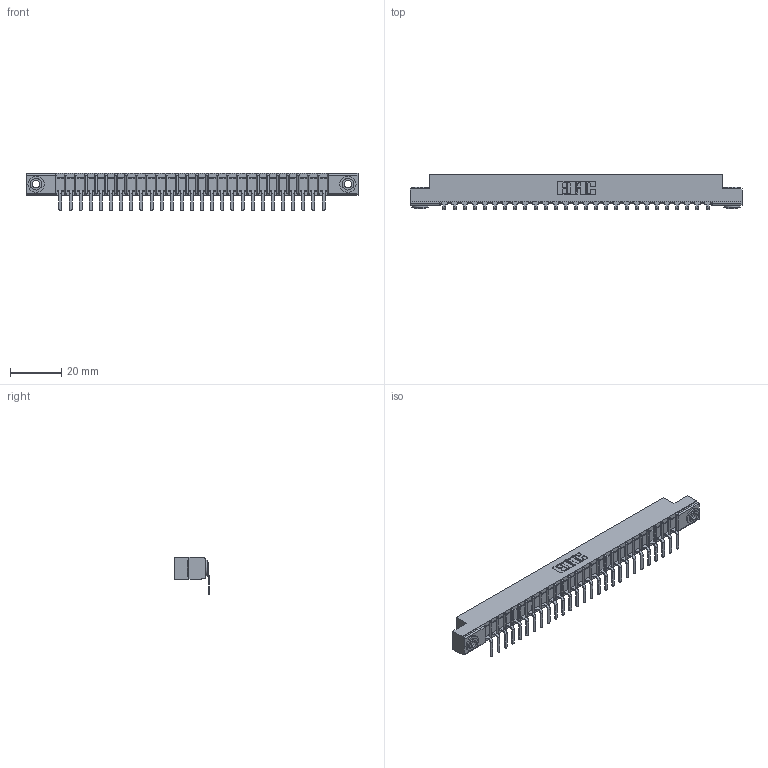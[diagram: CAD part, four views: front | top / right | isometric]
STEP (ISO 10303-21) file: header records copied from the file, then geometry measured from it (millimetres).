
FILE_DESCRIPTION (( 'STEP AP203' ), '1' );
FILE_NAME ('357-027-559-103.STEP', '2022-07-12T21:43:56', ( '' ), ( '' ), 'SwSTEP 2.0', 'SolidWorks 2020', '' );
FILE_SCHEMA (( 'CONFIG_CONTROL_DESIGN' ));
Length unit declared in the file: inch
Products named in the file (4): 307-290-001_558 559 - 1 (Single); 357-027-559-103; 307 Part_.156 Dia Mounting Holes; 345-250-002_345-250-002-102
Assembly tree (30 placements, depth 2):
  357-027-559-103
    307 Part_.156 Dia Mounting Holes
    307-290-001_558 559 - 1 (Single)  x27
    345-250-002_345-250-002-102  x2
Bounding box: 130 x 13.7 x 14.81 mm (x, y, z)
Volume: 8211.1 mm3; surface area: 13242.3 mm2
Topology: 30 solids, 30 shells, 1818 faces, 5133 edges, 3306 vertices
Faces by surface type: plane 1147, cylinder 607, sphere 56, cone 8
Entity records: 26165 total; most frequent: CARTESIAN_POINT 4381, ORIENTED_EDGE 4358, DIRECTION 4285, EDGE_CURVE 2179, VECTOR 1657, LINE 1657, VERTEX_POINT 1410, AXIS2_PLACEMENT_3D 1314
